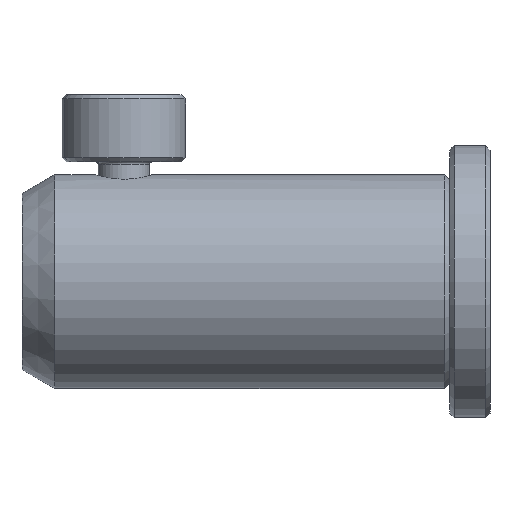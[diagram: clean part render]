
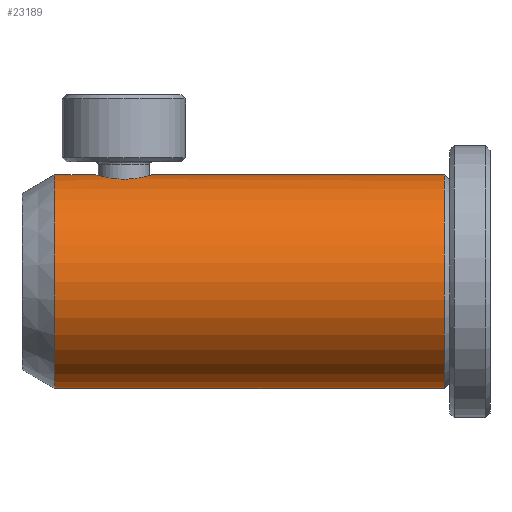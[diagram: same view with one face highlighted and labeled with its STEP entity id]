
A CAD part, left-side view. The second image highlights one B-rep face of the part: STEP entity #23189.
In plain terms, the highlighted cylindrical face has radius 12.5 mm (diameter 25 mm), a partial arc.
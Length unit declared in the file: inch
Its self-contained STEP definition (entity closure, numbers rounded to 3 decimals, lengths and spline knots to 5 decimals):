
#2579 = CARTESIAN_POINT ( 'NONE',  ( -0.71089, 1.11379, -0.31475 ) ) ;
#2632 = CARTESIAN_POINT ( 'NONE',  ( -0.71089, 0.92987, 0.66951 ) ) ;
#2669 = CARTESIAN_POINT ( 'NONE',  ( -0.71089, 0.6607, 0.66951 ) ) ;
#2685 = CARTESIAN_POINT ( 'NONE',  ( -0.71089, 1.11379, 0.66951 ) ) ;
#14510 = DIRECTION ( 'NONE',  ( 0., -1., 0. ) ) ;
#14511 = VECTOR ( 'NONE', #14510, 39.37008 ) ;
#14512 = LINE ( 'NONE', #14522, #14511 ) ;
#14522 = CARTESIAN_POINT ( 'NONE',  ( -0.71089, 1.26379, 0.66951 ) ) ;
#14589 = CARTESIAN_POINT ( 'NONE',  ( -0.71089, -0.67972, 0.66951 ) ) ;
#14612 = DIRECTION ( 'NONE',  ( 0., -1., 0. ) ) ;
#14613 = VECTOR ( 'NONE', #14612, 39.37008 ) ;
#14614 = CARTESIAN_POINT ( 'NONE',  ( -0.71089, 1.26379, -0.31475 ) ) ;
#14618 = LINE ( 'NONE', #14614, #14613 ) ;
#14720 = CARTESIAN_POINT ( 'NONE',  ( -0.71089, -0.67972, -0.31475 ) ) ;
#14752 = DIRECTION ( 'NONE',  ( 0., -1., 0. ) ) ;
#14823 = CIRCLE ( 'NONE', #14883, 0.49213 ) ;
#14847 = DIRECTION ( 'NONE',  ( 0., 0., 1. ) ) ;
#14848 = DIRECTION ( 'NONE',  ( 0., 1., 0. ) ) ;
#14849 = CARTESIAN_POINT ( 'NONE',  ( -0.71089, -0.67972, 0.17738 ) ) ;
#14850 = AXIS2_PLACEMENT_3D ( 'NONE', #14849, #14848, #14847 ) ;
#14851 = CIRCLE ( 'NONE', #14850, 0.49213 ) ;
#14856 = DIRECTION ( 'NONE',  ( 0., 0., 1. ) ) ;
#14879 = DIRECTION ( 'NONE',  ( 0., -1., 0. ) ) ;
#14880 = VECTOR ( 'NONE', #14879, 39.37008 ) ;
#14881 = CARTESIAN_POINT ( 'NONE',  ( -0.71089, 1.26379, 0.66951 ) ) ;
#14883 = AXIS2_PLACEMENT_3D ( 'NONE', #14916, #14752, #14856 ) ;
#14884 = LINE ( 'NONE', #14881, #14880 ) ;
#14916 = CARTESIAN_POINT ( 'NONE',  ( -0.71089, 1.11379, 0.17738 ) ) ;
#14928 = B_SPLINE_CURVE_WITH_KNOTS ( 'NONE', 3,
 ( #14940, #14939, #14938, #14937, #14936, #14935, #14934, #14933, #14932, #14990, #14989, #14988, #14987, #14986, #14985, #14984, #14983, #14982, #14981, #14980, #14979, #14978, #14977, #14976, #14975, #14974, #14973, #14972, #14971, #14970 ),
 .UNSPECIFIED., .F., .F.,
 ( 4, 2, 2, 2, 2, 2, 2, 2, 2, 2, 2, 2, 2, 2, 4 ),
 ( 0., 0.06249, 0.09373, 0.12497, 0.18746, 0.20308, 0.2187, 0.24994, 0.31243, 0.32805, 0.34367, 0.37492, 0.4374, 0.46864, 0.49989 ),
 .UNSPECIFIED. ) ;
#14932 = CARTESIAN_POINT ( 'NONE',  ( -0.83437, 0.72714, 0.65382 ) ) ;
#14933 = CARTESIAN_POINT ( 'NONE',  ( -0.82423, 0.71262, 0.65646 ) ) ;
#14934 = CARTESIAN_POINT ( 'NONE',  ( -0.80456, 0.69396, 0.66055 ) ) ;
#14935 = CARTESIAN_POINT ( 'NONE',  ( -0.79747, 0.68843, 0.66189 ) ) ;
#14936 = CARTESIAN_POINT ( 'NONE',  ( -0.78218, 0.67875, 0.66438 ) ) ;
#14937 = CARTESIAN_POINT ( 'NONE',  ( -0.77405, 0.67463, 0.66551 ) ) ;
#14938 = CARTESIAN_POINT ( 'NONE',  ( -0.74765, 0.6642, 0.66845 ) ) ;
#14939 = CARTESIAN_POINT ( 'NONE',  ( -0.7295, 0.66072, 0.66951 ) ) ;
#14940 = CARTESIAN_POINT ( 'NONE',  ( -0.71089, 0.6607, 0.66951 ) ) ;
#14970 = CARTESIAN_POINT ( 'NONE',  ( -0.71089, 0.92987, 0.66951 ) ) ;
#14971 = CARTESIAN_POINT ( 'NONE',  ( -0.72019, 0.92986, 0.66951 ) ) ;
#14972 = CARTESIAN_POINT ( 'NONE',  ( -0.72939, 0.92899, 0.66924 ) ) ;
#14973 = CARTESIAN_POINT ( 'NONE',  ( -0.74751, 0.92551, 0.66822 ) ) ;
#14974 = CARTESIAN_POINT ( 'NONE',  ( -0.75649, 0.92288, 0.66747 ) ) ;
#14975 = CARTESIAN_POINT ( 'NONE',  ( -0.78274, 0.91251, 0.66455 ) ) ;
#14976 = CARTESIAN_POINT ( 'NONE',  ( -0.79796, 0.90289, 0.66193 ) ) ;
#14977 = CARTESIAN_POINT ( 'NONE',  ( -0.81766, 0.88418, 0.65783 ) ) ;
#14978 = CARTESIAN_POINT ( 'NONE',  ( -0.82347, 0.87742, 0.65648 ) ) ;
#14979 = CARTESIAN_POINT ( 'NONE',  ( -0.83109, 0.86653, 0.65461 ) ) ;
#14980 = CARTESIAN_POINT ( 'NONE',  ( -0.83344, 0.86277, 0.65401 ) ) ;
#14981 = CARTESIAN_POINT ( 'NONE',  ( -0.83779, 0.855, 0.65287 ) ) ;
#14982 = CARTESIAN_POINT ( 'NONE',  ( -0.83975, 0.85104, 0.65234 ) ) ;
#14983 = CARTESIAN_POINT ( 'NONE',  ( -0.84893, 0.83003, 0.64981 ) ) ;
#14984 = CARTESIAN_POINT ( 'NONE',  ( -0.85256, 0.81287, 0.64867 ) ) ;
#14985 = CARTESIAN_POINT ( 'NONE',  ( -0.85255, 0.78642, 0.64868 ) ) ;
#14986 = CARTESIAN_POINT ( 'NONE',  ( -0.85164, 0.77772, 0.64895 ) ) ;
#14987 = CARTESIAN_POINT ( 'NONE',  ( -0.84891, 0.76483, 0.64976 ) ) ;
#14988 = CARTESIAN_POINT ( 'NONE',  ( -0.84777, 0.76056, 0.65009 ) ) ;
#14989 = CARTESIAN_POINT ( 'NONE',  ( -0.84503, 0.75208, 0.65087 ) ) ;
#14990 = CARTESIAN_POINT ( 'NONE',  ( -0.84341, 0.74783, 0.65133 ) ) ;
#15115 = DIRECTION ( 'NONE',  ( 0., -1., 0. ) ) ;
#15116 = CARTESIAN_POINT ( 'NONE',  ( -0.71089, 1.26379, 0.17738 ) ) ;
#15118 = DIRECTION ( 'NONE',  ( 0., 0., -1. ) ) ;
#15179 = FACE_OUTER_BOUND ( 'NONE', #23110, .T. ) ;
#15194 = AXIS2_PLACEMENT_3D ( 'NONE', #15116, #15115, #15118 ) ;
#15229 = CYLINDRICAL_SURFACE ( 'NONE', #15194, 0.49213 ) ;
#22972 = ORIENTED_EDGE ( 'NONE', *, *, #23171, .T. ) ;
#22973 = ORIENTED_EDGE ( 'NONE', *, *, #23044, .T. ) ;
#22974 = ORIENTED_EDGE ( 'NONE', *, *, #23118, .T. ) ;
#22976 = ORIENTED_EDGE ( 'NONE', *, *, #23107, .F. ) ;
#23014 = ORIENTED_EDGE ( 'NONE', *, *, #23072, .F. ) ;
#23044 = EDGE_CURVE ( 'NONE', #23526, #23085, #14618, .T. ) ;
#23072 = EDGE_CURVE ( 'NONE', #23545, #23537, #14512, .T. ) ;
#23085 = VERTEX_POINT ( 'NONE', #14720 ) ;
#23086 = VERTEX_POINT ( 'NONE', #14589 ) ;
#23107 = EDGE_CURVE ( 'NONE', #23538, #23086, #14884, .T. ) ;
#23110 = EDGE_LOOP ( 'NONE', ( #23014, #23151, #22973, #22974, #22976, #22972 ) ) ;
#23115 = EDGE_CURVE ( 'NONE', #23545, #23526, #14823, .T. ) ;
#23118 = EDGE_CURVE ( 'NONE', #23085, #23086, #14851, .T. ) ;
#23151 = ORIENTED_EDGE ( 'NONE', *, *, #23115, .T. ) ;
#23171 = EDGE_CURVE ( 'NONE', #23538, #23537, #14928, .T. ) ;
#23189 = ADVANCED_FACE ( 'NONE', ( #15179 ), #15229, .T. ) ;
#23526 = VERTEX_POINT ( 'NONE', #2579 ) ;
#23537 = VERTEX_POINT ( 'NONE', #2632 ) ;
#23538 = VERTEX_POINT ( 'NONE', #2669 ) ;
#23545 = VERTEX_POINT ( 'NONE', #2685 ) ;
